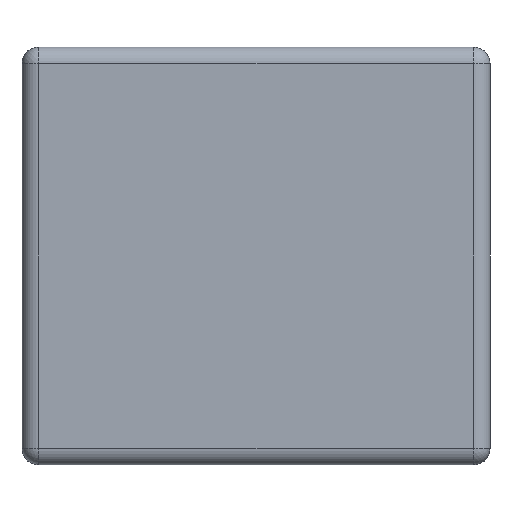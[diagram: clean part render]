
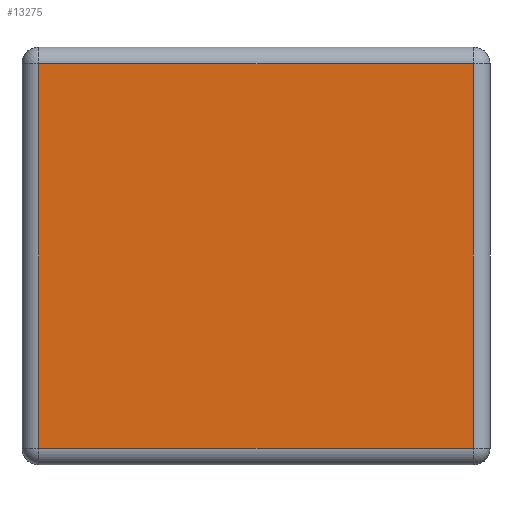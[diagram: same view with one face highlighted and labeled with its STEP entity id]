
A CAD part, left-side view. The second image highlights one B-rep face of the part: STEP entity #13275.
In plain terms, the highlighted planar face has unit normal (-1, 0, 0).
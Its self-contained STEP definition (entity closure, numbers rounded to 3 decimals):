
#3964=DIRECTION('',(0.,0.,-1.));
#3965=VECTOR('',#3964,0.46);
#3966=CARTESIAN_POINT('',(-0.5,0.02,0.23));
#3967=LINE('',#3966,#3965);
#3971=DIRECTION('',(0.,1.,0.));
#3972=VECTOR('',#3971,0.52);
#3973=CARTESIAN_POINT('',(-0.5,0.02,-0.23));
#3974=LINE('',#3973,#3972);
#3978=DIRECTION('',(0.,0.,1.));
#3979=VECTOR('',#3978,0.46);
#3980=CARTESIAN_POINT('',(-0.5,0.54,-0.23));
#3981=LINE('',#3980,#3979);
#3985=DIRECTION('',(0.,-1.,0.));
#3986=VECTOR('',#3985,0.52);
#3987=CARTESIAN_POINT('',(-0.5,0.54,0.23));
#3988=LINE('',#3987,#3986);
#6980=CARTESIAN_POINT('',(-0.5,0.02,0.23));
#6981=CARTESIAN_POINT('',(-0.5,0.02,-0.23));
#6982=VERTEX_POINT('',#6980);
#6983=VERTEX_POINT('',#6981);
#6988=CARTESIAN_POINT('',(-0.5,0.54,-0.23));
#6989=VERTEX_POINT('',#6988);
#6994=CARTESIAN_POINT('',(-0.5,0.54,0.23));
#6995=VERTEX_POINT('',#6994);
#13263=CARTESIAN_POINT('',(-0.5,0.,-0.25));
#13264=DIRECTION('',(-1.,0.,0.));
#13265=DIRECTION('',(0.,0.,1.));
#13266=AXIS2_PLACEMENT_3D('',#13263,#13264,#13265);
#13267=PLANE('',#13266);
#13269=ORIENTED_EDGE('',*,*,#13268,.T.);
#13270=ORIENTED_EDGE('',*,*,#12162,.T.);
#13271=ORIENTED_EDGE('',*,*,#13245,.T.);
#13272=ORIENTED_EDGE('',*,*,#10928,.T.);
#13273=EDGE_LOOP('',(#13269,#13270,#13271,#13272));
#13274=FACE_OUTER_BOUND('',#13273,.F.);
#13275=ADVANCED_FACE('',(#13274),#13267,.T.);
#10928=EDGE_CURVE('',#6995,#6982,#3988,.T.);
#12162=EDGE_CURVE('',#6983,#6989,#3974,.T.);
#13245=EDGE_CURVE('',#6989,#6995,#3981,.T.);
#13268=EDGE_CURVE('',#6982,#6983,#3967,.T.);
